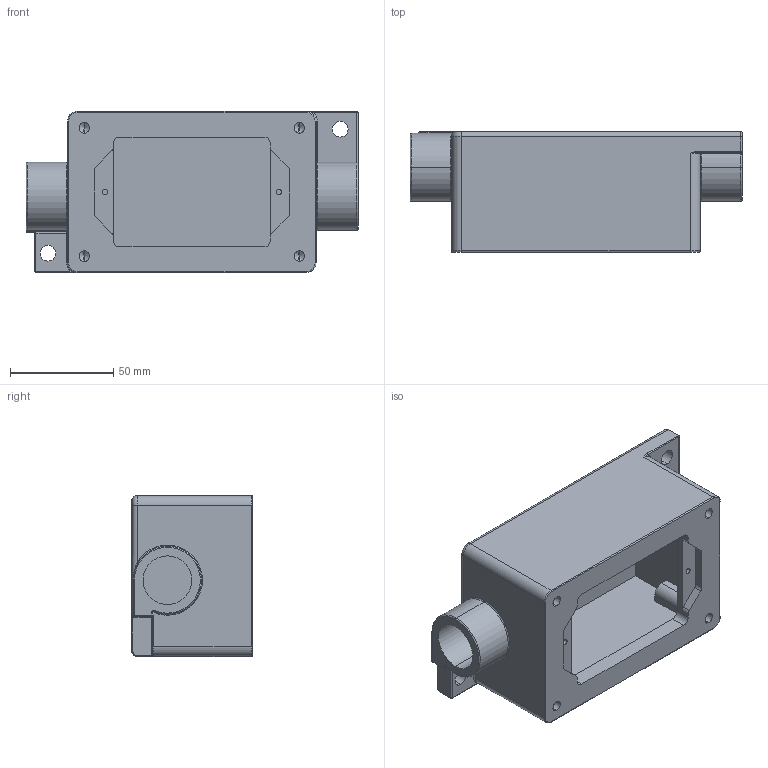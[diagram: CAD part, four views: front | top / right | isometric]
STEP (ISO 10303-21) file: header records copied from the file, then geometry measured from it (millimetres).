
FILE_DESCRIPTION (( 'STEP AP214' ), '1' );
FILE_NAME ('SWB-5.step', '2016-03-09T20:38:09', ( '' ), ( '' ), 'SwSTEP 2.0', 'SolidWorks 2015', '' );
FILE_SCHEMA (( 'AUTOMOTIVE_DESIGN' ));
Length unit declared in the file: inch
Products named in the file (1): SWB-5
Bounding box: 161.16 x 58.42 x 78.23 mm (x, y, z)
Volume: 235127.5 mm3; surface area: 75824.7 mm2
Topology: 1 solids, 1 shells, 303 faces, 787 edges, 487 vertices
Faces by surface type: plane 116, cylinder 96, bspline 40, torus 36, cone 8, sphere 7
Entity records: 11523 total; most frequent: CARTESIAN_POINT 3796, ORIENTED_EDGE 1538, DIRECTION 1458, EDGE_CURVE 769, AXIS2_PLACEMENT_3D 517, VERTEX_POINT 487, LINE 424, VECTOR 424
